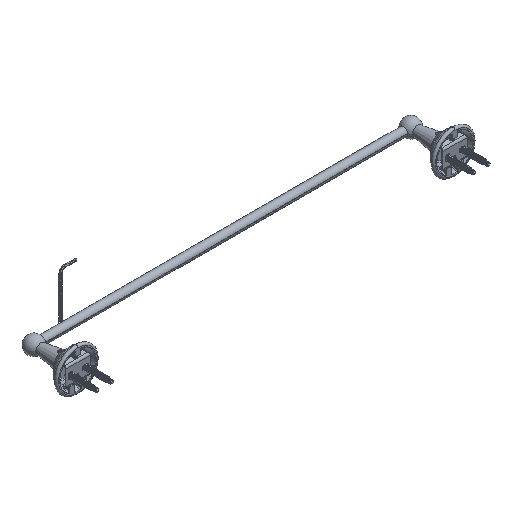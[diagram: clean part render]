
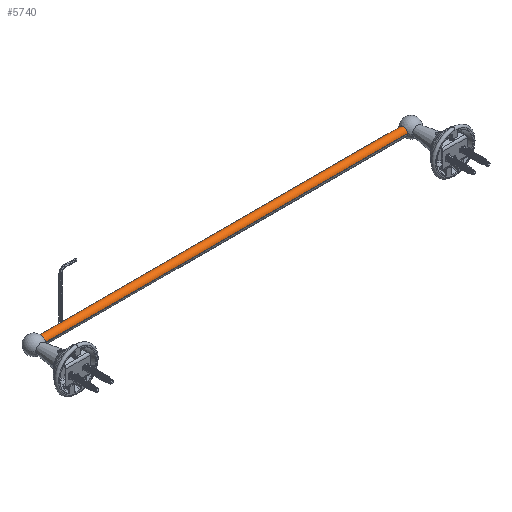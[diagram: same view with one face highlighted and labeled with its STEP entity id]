
A CAD part, isometric view. The second image highlights one B-rep face of the part: STEP entity #5740.
In plain terms, the highlighted cylindrical face has radius 5.4 mm (diameter 10.8 mm), a partial arc.
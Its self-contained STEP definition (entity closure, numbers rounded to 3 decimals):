
#5628=CARTESIAN_POINT('',(0.,-250.,0.));
#5629=DIRECTION('',(0.,1.,0.));
#5630=DIRECTION('',(-1.,0.,0.));
#5631=AXIS2_PLACEMENT_3D('',#5628,#5629,#5630);
#5643=DIRECTION('',(0.,1.,0.));
#5644=VECTOR('',#5643,500.);
#5645=CARTESIAN_POINT('',(5.4,-250.,0.));
#5646=LINE('',#5645,#5644);
#5647=DIRECTION('',(0.,1.,0.));
#5648=VECTOR('',#5647,500.);
#5649=CARTESIAN_POINT('',(-5.4,-250.,0.));
#5650=LINE('',#5649,#5648);
#5656=CARTESIAN_POINT('',(0.,250.,0.));
#5657=DIRECTION('',(0.,1.,0.));
#5658=DIRECTION('',(-1.,0.,0.));
#5659=AXIS2_PLACEMENT_3D('',#5656,#5657,#5658);
#5679=CARTESIAN_POINT('',(5.4,-250.,0.));
#5680=CARTESIAN_POINT('',(-5.4,-250.,0.));
#5681=VERTEX_POINT('',#5679);
#5682=VERTEX_POINT('',#5680);
#5687=CARTESIAN_POINT('',(5.4,250.,0.));
#5688=CARTESIAN_POINT('',(-5.4,250.,0.));
#5689=VERTEX_POINT('',#5687);
#5690=VERTEX_POINT('',#5688);
#5728=CARTESIAN_POINT('',(0.,-250.,0.));
#5729=DIRECTION('',(0.,1.,0.));
#5730=DIRECTION('',(1.,0.,0.));
#5731=AXIS2_PLACEMENT_3D('',#5728,#5729,#5730);
#5732=CYLINDRICAL_SURFACE('',#5731,5.4);
#5733=ORIENTED_EDGE('',*,*,#5702,.F.);
#5734=ORIENTED_EDGE('',*,*,#5723,.T.);
#5736=ORIENTED_EDGE('',*,*,#5735,.T.);
#5737=ORIENTED_EDGE('',*,*,#5719,.F.);
#5738=EDGE_LOOP('',(#5733,#5734,#5736,#5737));
#5739=FACE_OUTER_BOUND('',#5738,.F.);
#5740=ADVANCED_FACE('',(#5739),#5732,.T.);
#5632=CIRCLE('',#5631,5.4);
#5660=CIRCLE('',#5659,5.4);
#5702=EDGE_CURVE('',#5682,#5681,#5632,.T.);
#5719=EDGE_CURVE('',#5681,#5689,#5646,.T.);
#5723=EDGE_CURVE('',#5682,#5690,#5650,.T.);
#5735=EDGE_CURVE('',#5690,#5689,#5660,.T.);
